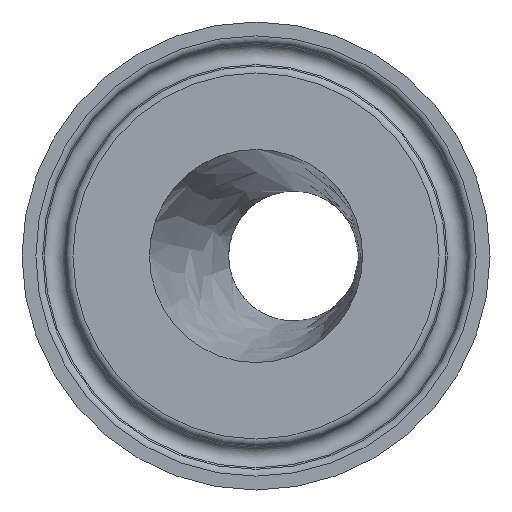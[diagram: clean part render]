
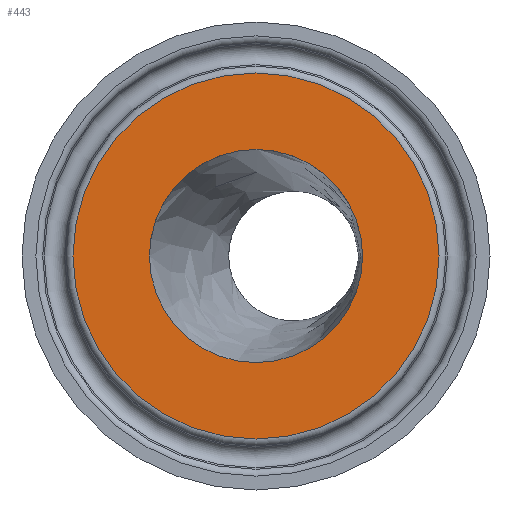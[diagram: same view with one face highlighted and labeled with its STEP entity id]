
A CAD part, left-side view. The second image highlights one B-rep face of the part: STEP entity #443.
In plain terms, the highlighted planar face has unit normal (-1, 0, 0).
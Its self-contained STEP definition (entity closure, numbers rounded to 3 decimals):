
#21=FACE_BOUND('',#104,.T.);
#25=PLANE('',#519);
#75=FACE_OUTER_BOUND('',#103,.T.);
#103=EDGE_LOOP('',(#348));
#104=EDGE_LOOP('',(#349));
#143=CIRCLE('',#512,19.747);
#149=CIRCLE('',#520,11.5);
#193=VERTEX_POINT('',#785);
#198=VERTEX_POINT('',#799);
#247=EDGE_CURVE('',#193,#193,#143,.T.);
#254=EDGE_CURVE('',#198,#198,#149,.T.);
#348=ORIENTED_EDGE('',*,*,#247,.F.);
#349=ORIENTED_EDGE('',*,*,#254,.T.);
#443=ADVANCED_FACE('',(#75,#21),#25,.T.);
#512=AXIS2_PLACEMENT_3D('',#786,#631,#632);
#519=AXIS2_PLACEMENT_3D('',#798,#646,#647);
#520=AXIS2_PLACEMENT_3D('',#800,#648,#649);
#631=DIRECTION('center_axis',(1.,0.,0.));
#632=DIRECTION('ref_axis',(0.,-1.,0.));
#646=DIRECTION('center_axis',(-1.,0.,0.));
#647=DIRECTION('ref_axis',(0.,0.,1.));
#648=DIRECTION('center_axis',(1.,0.,0.));
#649=DIRECTION('ref_axis',(0.,0.,-1.));
#785=CARTESIAN_POINT('',(-20.,0.,-19.747));
#786=CARTESIAN_POINT('Origin',(-20.,0.,0.));
#798=CARTESIAN_POINT('Origin',(-20.,25.25,0.));
#799=CARTESIAN_POINT('',(-20.,11.5,0.));
#800=CARTESIAN_POINT('Origin',(-20.,0.,0.));
